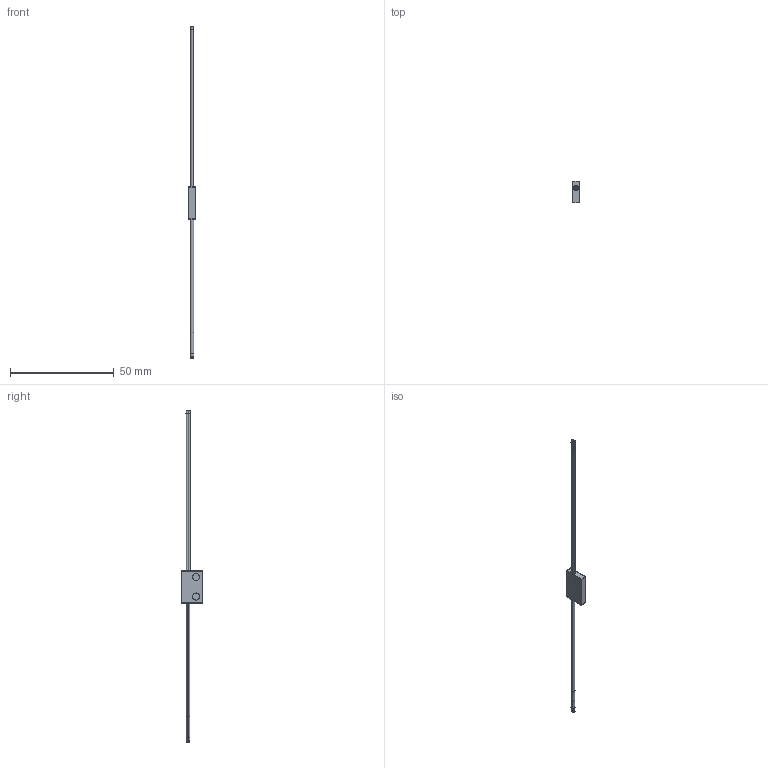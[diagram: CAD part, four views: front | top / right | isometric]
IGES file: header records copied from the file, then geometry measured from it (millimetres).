
Start section:  PTC IGES file: 188725.igs
Global section: file name: 188725.igs; native system: Creo Parametric by Parametric Technology Corporation; preprocessor: 2013230; author: pdmadmin; organization: Unknown; date: 20160112.151619; units: millimetre
Bounding box: 3.12 x 10.3 x 159.95 mm (x, y, z)
Volume: 531.1 mm3; surface area: 9453.4 mm2
Topology: 8 solids, 8 shells, 116 faces, 544 edges, 696 vertices
Faces by surface type: revolution 74, bspline 42
